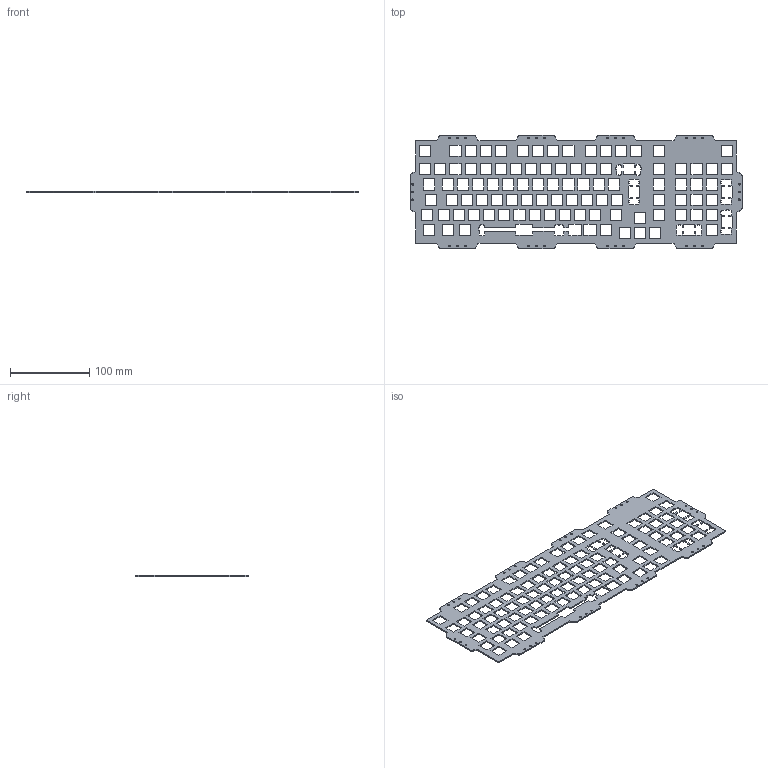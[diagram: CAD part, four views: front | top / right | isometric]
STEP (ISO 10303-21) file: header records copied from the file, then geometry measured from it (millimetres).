
FILE_DESCRIPTION(('KiCad electronic assembly'),'2;1');
FILE_NAME('plate.step','2022-05-24T20:48:26',('Pcbnew'),('Kicad'), 'Open CASCADE STEP processor 7.6','KiCad to STEP converter','Unknown' );
FILE_SCHEMA(('AUTOMOTIVE_DESIGN { 1 0 10303 214 1 1 1 1 }'));
Length unit declared in the file: millimetre
Products named in the file (2): plate 1; plate PCB
Assembly tree (1 placements, depth 2):
  plate 1
    plate PCB
Bounding box: 419.81 x 143.8 x 1.6 mm (x, y, z)
Volume: 55019.3 mm3; surface area: 80977 mm2
Topology: 1 solids, 1 shells, 952 faces, 2850 edges, 1900 vertices
Faces by surface type: plane 922, cylinder 30
Full cylindrical faces by diameter (mm): 2.2 x30
Entity records: 69051 total; most frequent: CARTESIAN_POINT 11404, DIRECTION 10518, LINE 8430, VECTOR 8430, ORIENTED_EDGE 5700, PCURVE 5700, DEFINITIONAL_REPRESENTATION 5700, EDGE_CURVE 2850
